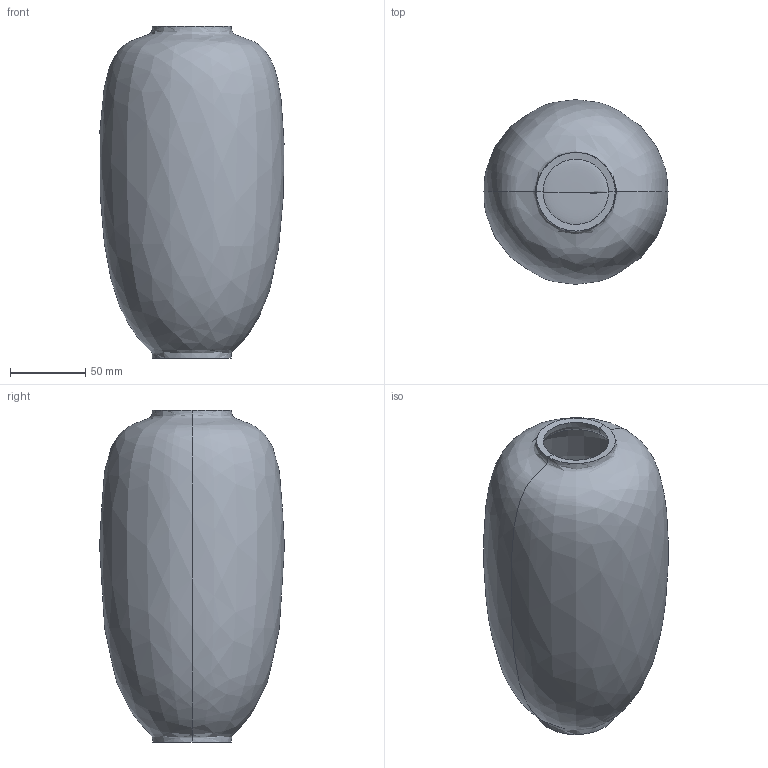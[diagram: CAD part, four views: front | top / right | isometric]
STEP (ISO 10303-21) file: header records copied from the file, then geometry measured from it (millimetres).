
FILE_DESCRIPTION(/* description */ (''),/* implementation_level */ '2;1');
FILE_NAME(/* name */ 'Sunao Vase Slim Mini',/* time_stamp */ '2024-09-30T14:54:40+02:00',/* author */ (''),/* organization */ (''),/* preprocessor_version */ 'ST-DEVELOPER v16.5',/* originating_system */ 'Rhino 7.37',/* authorisation */ '');
FILE_SCHEMA (('CONFIG_CONTROL_DESIGN'));
Length unit declared in the file: millimetre
Products named in the file (1): Document
Bounding box: 121.95 x 122.44 x 220 mm (x, y, z)
Volume: 352247 mm3; surface area: 154563.4 mm2
Topology: 1 solids, 1 shells, 12 faces, 26 edges, 12 vertices
Faces by surface type: bspline 12
Entity records: 8981 total; most frequent: CARTESIAN_POINT 8616, B_SPLINE_CURVE_WITH_KNOTS 49, ORIENTED_EDGE 44, PCURVE 44, DEFINITIONAL_REPRESENTATION 44, SURFACE_CURVE 22, EDGE_CURVE 22, ADVANCED_FACE 12
